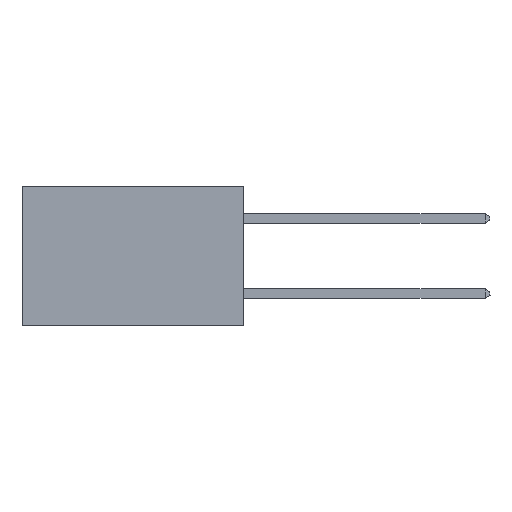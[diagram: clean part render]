
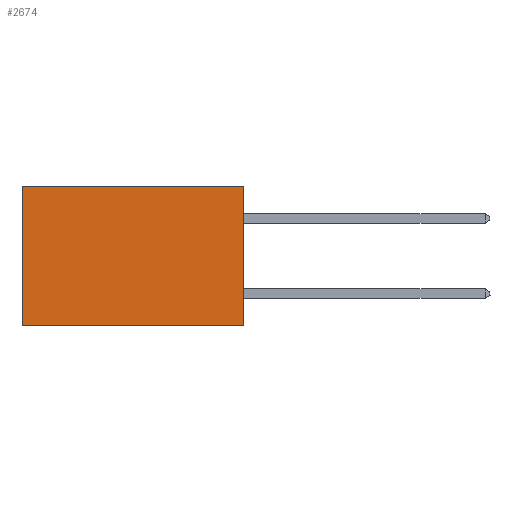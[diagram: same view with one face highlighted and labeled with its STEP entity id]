
A CAD part, left-side view. The second image highlights one B-rep face of the part: STEP entity #2674.
In plain terms, the highlighted planar face has unit normal (-1, 0, 0).
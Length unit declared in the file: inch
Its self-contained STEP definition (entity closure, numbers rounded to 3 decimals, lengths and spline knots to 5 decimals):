
#426 = CARTESIAN_POINT ( 'NONE',  ( 0.277, 0., -0.37 ) ) ;
#675 = CARTESIAN_POINT ( 'NONE',  ( 0.277, 0., -0.37 ) ) ;
#1698 = LINE ( 'NONE', #2522, #8372 ) ;
#1795 = CARTESIAN_POINT ( 'NONE',  ( 0.277, 0.59, -0.37 ) ) ;
#1975 = VECTOR ( 'NONE', #9018, 39.37008 ) ;
#2173 = DIRECTION ( 'NONE',  ( 0., 1., 0. ) ) ;
#2522 = CARTESIAN_POINT ( 'NONE',  ( 0.277, 0., 0. ) ) ;
#2657 = EDGE_LOOP ( 'NONE', ( #7948, #9183, #9172, #16259 ) ) ;
#2674 = ADVANCED_FACE ( 'NONE', ( #14323 ), #14423, .F. ) ;
#4390 = VERTEX_POINT ( 'NONE', #13287 ) ;
#6624 = VECTOR ( 'NONE', #15258, 39.37008 ) ;
#7161 = DIRECTION ( 'NONE',  ( 0., 0., -1. ) ) ;
#7256 = EDGE_CURVE ( 'NONE', #4390, #10768, #13906, .T. ) ;
#7755 = VECTOR ( 'NONE', #7161, 39.37008 ) ;
#7948 = ORIENTED_EDGE ( 'NONE', *, *, #15620, .T. ) ;
#8041 = CARTESIAN_POINT ( 'NONE',  ( 0.277, 0., 0. ) ) ;
#8372 = VECTOR ( 'NONE', #2173, 39.37008 ) ;
#8689 = VERTEX_POINT ( 'NONE', #8041 ) ;
#9018 = DIRECTION ( 'NONE',  ( 0., 0., -1. ) ) ;
#9171 = EDGE_CURVE ( 'NONE', #8689, #11029, #1698, .T. ) ;
#9172 = ORIENTED_EDGE ( 'NONE', *, *, #10746, .F. ) ;
#9183 = ORIENTED_EDGE ( 'NONE', *, *, #7256, .F. ) ;
#10746 = EDGE_CURVE ( 'NONE', #8689, #4390, #14631, .T. ) ;
#10768 = VERTEX_POINT ( 'NONE', #1795 ) ;
#11029 = VERTEX_POINT ( 'NONE', #14128 ) ;
#12891 = CARTESIAN_POINT ( 'NONE',  ( 0.277, 0.59, -0.37 ) ) ;
#13287 = CARTESIAN_POINT ( 'NONE',  ( 0.277, 0., -0.37 ) ) ;
#13905 = CARTESIAN_POINT ( 'NONE',  ( 0.277, 0., -0.37 ) ) ;
#13906 = LINE ( 'NONE', #675, #6624 ) ;
#13957 = DIRECTION ( 'NONE',  ( 0., 0., -1. ) ) ;
#14128 = CARTESIAN_POINT ( 'NONE',  ( 0.277, 0.59, 0. ) ) ;
#14323 = FACE_OUTER_BOUND ( 'NONE', #2657, .T. ) ;
#14401 = DIRECTION ( 'NONE',  ( 1., 0., 0. ) ) ;
#14423 = PLANE ( 'NONE',  #15361 ) ;
#14631 = LINE ( 'NONE', #426, #7755 ) ;
#15258 = DIRECTION ( 'NONE',  ( 0., 1., 0. ) ) ;
#15361 = AXIS2_PLACEMENT_3D ( 'NONE', #13905, #14401, #13957 ) ;
#15492 = LINE ( 'NONE', #12891, #1975 ) ;
#15620 = EDGE_CURVE ( 'NONE', #11029, #10768, #15492, .T. ) ;
#16259 = ORIENTED_EDGE ( 'NONE', *, *, #9171, .T. ) ;
